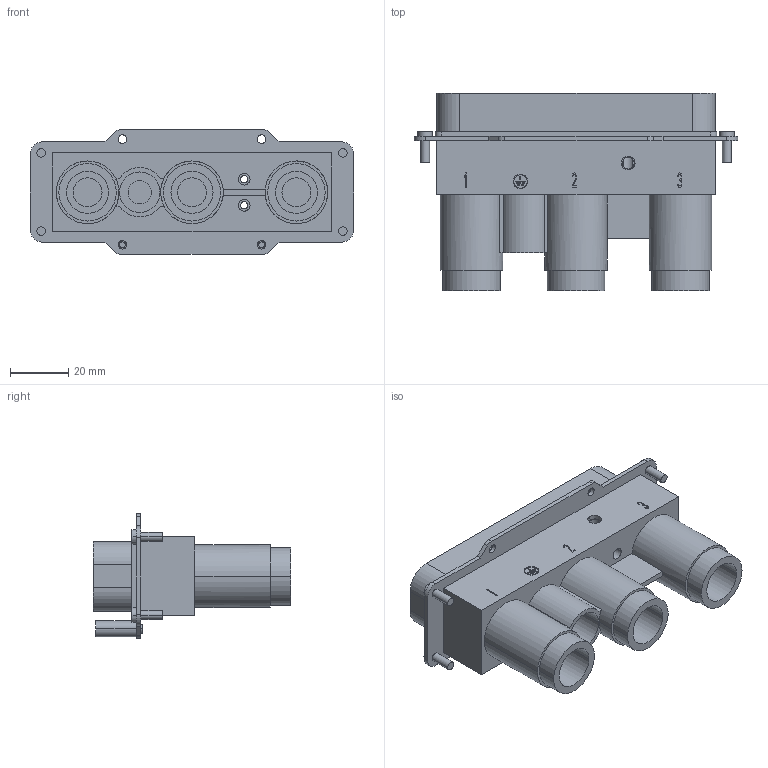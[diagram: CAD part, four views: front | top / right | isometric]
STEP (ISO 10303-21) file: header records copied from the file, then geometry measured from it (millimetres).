
FILE_DESCRIPTION((''),'2;1');
FILE_NAME('HK-003_0-M','2017-09-15T',('tl.yang'),(''),'PRO/ENGINEER BY PARAMETRIC TECHNOLOGY CORPORATION, 2011500','PRO/ENGINEER BY PARAMETRIC TECHNOLOGY CORPORATION, 2011500','');
FILE_SCHEMA(('CONFIG_CONTROL_DESIGN'));
Length unit declared in the file: millimetre
Products named in the file (1): HK-003_0-M
Bounding box: 111.5 x 68 x 43 mm (x, y, z)
Volume: 94839.6 mm3; surface area: 39281.9 mm2
Topology: 1 solids, 1 shells, 447 faces, 1170 edges, 778 vertices
Faces by surface type: plane 301, cylinder 134, torus 12
Entity records: 13842 total; most frequent: CARTESIAN_POINT 2461, DIRECTION 2354, ORIENTED_EDGE 2340, EDGE_CURVE 1170, VECTOR 856, LINE 856, VERTEX_POINT 778, AXIS2_PLACEMENT_3D 749
